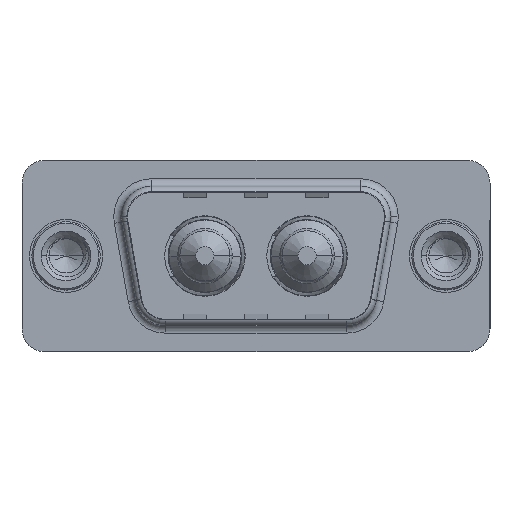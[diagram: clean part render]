
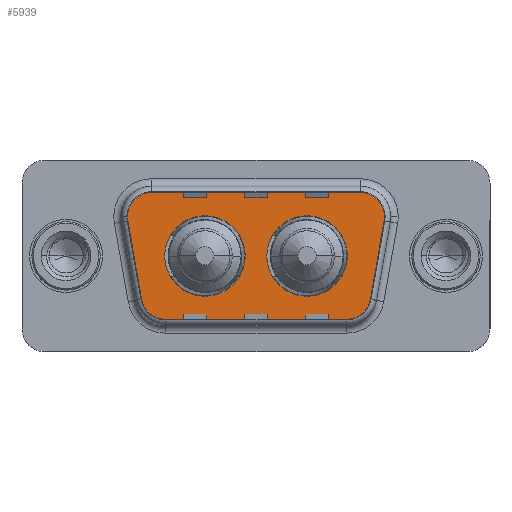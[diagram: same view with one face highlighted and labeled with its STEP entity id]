
A CAD part, top view. The second image highlights one B-rep face of the part: STEP entity #5939.
In plain terms, the highlighted planar face has unit normal (0, 0, 1).
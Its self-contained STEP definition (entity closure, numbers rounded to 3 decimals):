
#16 = CARTESIAN_POINT ( 'NONE',  ( 6.49, 0., 0. ) ) ;
#230 = DIRECTION ( 'NONE',  ( 0.174, 0.985, 0. ) ) ;
#275 = AXIS2_PLACEMENT_3D ( 'NONE', #8813, #3355, #9726 ) ;
#455 = LINE ( 'NONE', #2269, #729 ) ;
#517 = VERTEX_POINT ( 'NONE', #3045 ) ;
#535 = VERTEX_POINT ( 'NONE', #2275 ) ;
#544 = EDGE_CURVE ( 'NONE', #11900, #6071, #7625, .T. ) ;
#654 = AXIS2_PLACEMENT_3D ( 'NONE', #3696, #10088, #4620 ) ;
#729 = VECTOR ( 'NONE', #9738, 1000. ) ;
#818 = ORIENTED_EDGE ( 'NONE', *, *, #4433, .T. ) ;
#1099 = CARTESIAN_POINT ( 'NONE',  ( 5.436, 4.9, 0. ) ) ;
#1294 = EDGE_CURVE ( 'NONE', #4358, #6353, #3177, .T. ) ;
#1340 = EDGE_CURVE ( 'NONE', #10100, #10264, #7153, .T. ) ;
#1656 = AXIS2_PLACEMENT_3D ( 'NONE', #11160, #2952, #1692 ) ;
#1690 = FACE_BOUND ( 'NONE', #9882, .T. ) ;
#1692 = DIRECTION ( 'NONE',  ( -1., 0., 0. ) ) ;
#1874 = DIRECTION ( 'NONE',  ( 0., 0., 1. ) ) ;
#1926 = CARTESIAN_POINT ( 'NONE',  ( 20.511, -3.247, 0. ) ) ;
#1941 = ORIENTED_EDGE ( 'NONE', *, *, #5246, .T. ) ;
#2269 = CARTESIAN_POINT ( 'NONE',  ( 3.466, 2.553, 0. ) ) ;
#2275 = CARTESIAN_POINT ( 'NONE',  ( 3.466, 2.553, 0. ) ) ;
#2504 = CARTESIAN_POINT ( 'NONE',  ( 18.541, -4.9, 0. ) ) ;
#2780 = VECTOR ( 'NONE', #4031, 1000. ) ;
#2952 = DIRECTION ( 'NONE',  ( 0., 0., 1. ) ) ;
#2976 = DIRECTION ( 'NONE',  ( 1., 0., 0. ) ) ;
#3045 = CARTESIAN_POINT ( 'NONE',  ( 11.79, 0., 0. ) ) ;
#3177 = LINE ( 'NONE', #9173, #5851 ) ;
#3227 = DIRECTION ( 'NONE',  ( 1., 0., 0. ) ) ;
#3253 = ORIENTED_EDGE ( 'NONE', *, *, #8114, .T. ) ;
#3355 = DIRECTION ( 'NONE',  ( 0., 0., 1. ) ) ;
#3443 = EDGE_LOOP ( 'NONE', ( #6857, #10445 ) ) ;
#3533 = ORIENTED_EDGE ( 'NONE', *, *, #5816, .T. ) ;
#3591 = EDGE_CURVE ( 'NONE', #10315, #10908, #8486, .T. ) ;
#3670 = ORIENTED_EDGE ( 'NONE', *, *, #544, .T. ) ;
#3696 = CARTESIAN_POINT ( 'NONE',  ( 9.14, 0., 0. ) ) ;
#3789 = CARTESIAN_POINT ( 'NONE',  ( 13.21, 0., 0. ) ) ;
#3940 = EDGE_CURVE ( 'NONE', #517, #9222, #6608, .T. ) ;
#4031 = DIRECTION ( 'NONE',  ( -1., 0., 0. ) ) ;
#4179 = EDGE_CURVE ( 'NONE', #10264, #10100, #4626, .T. ) ;
#4271 = CARTESIAN_POINT ( 'NONE',  ( 6.459, -2.9, 0. ) ) ;
#4356 = DIRECTION ( 'NONE',  ( 1., 0., 0. ) ) ;
#4358 = VERTEX_POINT ( 'NONE', #7755 ) ;
#4372 = DIRECTION ( 'NONE',  ( 0., 0., 1. ) ) ;
#4433 = EDGE_CURVE ( 'NONE', #535, #5248, #455, .T. ) ;
#4620 = DIRECTION ( 'NONE',  ( 1., 0., 0. ) ) ;
#4626 = CIRCLE ( 'NONE', #8551, 2.65 ) ;
#4770 = CIRCLE ( 'NONE', #9620, 2. ) ;
#4874 = CIRCLE ( 'NONE', #275, 2. ) ;
#4991 = PLANE ( 'NONE',  #8683 ) ;
#5008 = CARTESIAN_POINT ( 'NONE',  ( 18.51, 0., 0. ) ) ;
#5160 = DIRECTION ( 'NONE',  ( -1., 0., 0. ) ) ;
#5246 = EDGE_CURVE ( 'NONE', #5248, #4358, #10159, .T. ) ;
#5248 = VERTEX_POINT ( 'NONE', #8814 ) ;
#5390 = AXIS2_PLACEMENT_3D ( 'NONE', #7339, #1874, #8257 ) ;
#5644 = ORIENTED_EDGE ( 'NONE', *, *, #3591, .T. ) ;
#5699 = CARTESIAN_POINT ( 'NONE',  ( 21.534, 2.553, 0. ) ) ;
#5816 = EDGE_CURVE ( 'NONE', #7506, #10315, #7413, .T. ) ;
#5851 = VECTOR ( 'NONE', #6242, 1000. ) ;
#5939 = ADVANCED_FACE ( 'NONE', ( #1690, #11170, #8982 ), #4991, .T. ) ;
#5954 = CARTESIAN_POINT ( 'NONE',  ( 21.534, 2.553, 0. ) ) ;
#6071 = VERTEX_POINT ( 'NONE', #8602 ) ;
#6242 = DIRECTION ( 'NONE',  ( 1., 0., 0. ) ) ;
#6268 = EDGE_LOOP ( 'NONE', ( #3253, #3533, #5644, #7098, #3670, #9999, #818, #1941, #10820 ) ) ;
#6353 = VERTEX_POINT ( 'NONE', #2504 ) ;
#6608 = CIRCLE ( 'NONE', #6951, 2.65 ) ;
#6684 = CARTESIAN_POINT ( 'NONE',  ( 19.564, 4.9, 0. ) ) ;
#6823 = CARTESIAN_POINT ( 'NONE',  ( 18.541, -2.9, 0. ) ) ;
#6857 = ORIENTED_EDGE ( 'NONE', *, *, #3940, .F. ) ;
#6951 = AXIS2_PLACEMENT_3D ( 'NONE', #7951, #10056, #7284 ) ;
#7098 = ORIENTED_EDGE ( 'NONE', *, *, #10364, .T. ) ;
#7153 = CIRCLE ( 'NONE', #8002, 2.65 ) ;
#7284 = DIRECTION ( 'NONE',  ( 1., 0., 0. ) ) ;
#7339 = CARTESIAN_POINT ( 'NONE',  ( 18.541, -2.9, 0. ) ) ;
#7413 = LINE ( 'NONE', #5699, #9852 ) ;
#7506 = VERTEX_POINT ( 'NONE', #1926 ) ;
#7625 = LINE ( 'NONE', #1099, #2780 ) ;
#7661 = CIRCLE ( 'NONE', #5390, 2. ) ;
#7677 = CARTESIAN_POINT ( 'NONE',  ( 21.564, 2.9, 0. ) ) ;
#7755 = CARTESIAN_POINT ( 'NONE',  ( 6.459, -4.9, 0. ) ) ;
#7951 = CARTESIAN_POINT ( 'NONE',  ( 9.14, 0., 0. ) ) ;
#8002 = AXIS2_PLACEMENT_3D ( 'NONE', #10755, #11575, #4356 ) ;
#8114 = EDGE_CURVE ( 'NONE', #6353, #7506, #7661, .T. ) ;
#8257 = DIRECTION ( 'NONE',  ( 1., 0., 0. ) ) ;
#8419 = DIRECTION ( 'NONE',  ( 0., 0., 1. ) ) ;
#8486 = CIRCLE ( 'NONE', #1656, 2. ) ;
#8551 = AXIS2_PLACEMENT_3D ( 'NONE', #11301, #8419, #2976 ) ;
#8602 = CARTESIAN_POINT ( 'NONE',  ( 5.436, 4.9, 0. ) ) ;
#8670 = DIRECTION ( 'NONE',  ( 0., 0., 1. ) ) ;
#8683 = AXIS2_PLACEMENT_3D ( 'NONE', #6823, #8670, #3227 ) ;
#8813 = CARTESIAN_POINT ( 'NONE',  ( 19.564, 2.9, 0. ) ) ;
#8814 = CARTESIAN_POINT ( 'NONE',  ( 4.489, -3.247, 0. ) ) ;
#8982 = FACE_OUTER_BOUND ( 'NONE', #6268, .T. ) ;
#9020 = EDGE_CURVE ( 'NONE', #6071, #535, #4770, .T. ) ;
#9173 = CARTESIAN_POINT ( 'NONE',  ( 6.459, -4.9, 0. ) ) ;
#9222 = VERTEX_POINT ( 'NONE', #16 ) ;
#9331 = ORIENTED_EDGE ( 'NONE', *, *, #1340, .F. ) ;
#9579 = CIRCLE ( 'NONE', #654, 2.65 ) ;
#9620 = AXIS2_PLACEMENT_3D ( 'NONE', #9826, #4372, #10767 ) ;
#9726 = DIRECTION ( 'NONE',  ( -1., 0., 0. ) ) ;
#9738 = DIRECTION ( 'NONE',  ( 0.174, -0.985, 0. ) ) ;
#9826 = CARTESIAN_POINT ( 'NONE',  ( 5.436, 2.9, 0. ) ) ;
#9852 = VECTOR ( 'NONE', #230, 1000. ) ;
#9882 = EDGE_LOOP ( 'NONE', ( #10658, #9331 ) ) ;
#9989 = AXIS2_PLACEMENT_3D ( 'NONE', #4271, #10667, #5160 ) ;
#9999 = ORIENTED_EDGE ( 'NONE', *, *, #9020, .T. ) ;
#10056 = DIRECTION ( 'NONE',  ( 0., 0., 1. ) ) ;
#10088 = DIRECTION ( 'NONE',  ( 0., 0., 1. ) ) ;
#10100 = VERTEX_POINT ( 'NONE', #3789 ) ;
#10159 = CIRCLE ( 'NONE', #9989, 2. ) ;
#10264 = VERTEX_POINT ( 'NONE', #5008 ) ;
#10315 = VERTEX_POINT ( 'NONE', #5954 ) ;
#10364 = EDGE_CURVE ( 'NONE', #10908, #11900, #4874, .T. ) ;
#10445 = ORIENTED_EDGE ( 'NONE', *, *, #10653, .F. ) ;
#10653 = EDGE_CURVE ( 'NONE', #9222, #517, #9579, .T. ) ;
#10658 = ORIENTED_EDGE ( 'NONE', *, *, #4179, .F. ) ;
#10667 = DIRECTION ( 'NONE',  ( 0., 0., 1. ) ) ;
#10755 = CARTESIAN_POINT ( 'NONE',  ( 15.86, 0., 0. ) ) ;
#10767 = DIRECTION ( 'NONE',  ( 1., 0., 0. ) ) ;
#10820 = ORIENTED_EDGE ( 'NONE', *, *, #1294, .T. ) ;
#10908 = VERTEX_POINT ( 'NONE', #7677 ) ;
#11160 = CARTESIAN_POINT ( 'NONE',  ( 19.564, 2.9, 0. ) ) ;
#11170 = FACE_BOUND ( 'NONE', #3443, .T. ) ;
#11301 = CARTESIAN_POINT ( 'NONE',  ( 15.86, 0., 0. ) ) ;
#11575 = DIRECTION ( 'NONE',  ( 0., 0., 1. ) ) ;
#11900 = VERTEX_POINT ( 'NONE', #6684 ) ;
